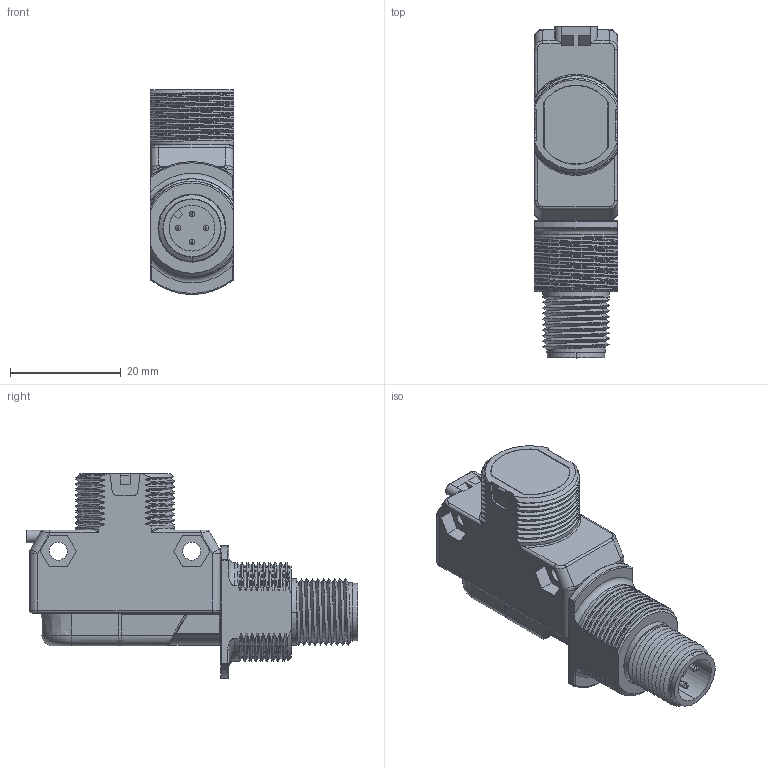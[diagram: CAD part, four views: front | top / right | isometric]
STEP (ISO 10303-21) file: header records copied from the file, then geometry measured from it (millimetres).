
FILE_DESCRIPTION((''),'2;1');
FILE_NAME('156689_SW','2011-02-09T',('banengservice'),('BANNER ENGINEERING'),'PRO/ENGINEER BY PARAMETRIC TECHNOLOGY CORPORATION, 2009141','PRO/ENGINEER BY PARAMETRIC TECHNOLOGY CORPORATION, 2009141','');
FILE_SCHEMA(('CONFIG_CONTROL_DESIGN'));
Length unit declared in the file: inch
Products named in the file (1): 156689_SW
Bounding box: 15 x 59.91 x 37.02 mm (x, y, z)
Volume: 14948.9 mm3; surface area: 7318.5 mm2
Topology: 1 solids, 2 shells, 601 faces, 1583 edges, 997 vertices
Faces by surface type: bspline 189, cylinder 188, plane 160, torus 29, cone 20, sphere 15
Entity records: 33956 total; most frequent: CARTESIAN_POINT 20489, ORIENTED_EDGE 3162, DIRECTION 2236, EDGE_CURVE 1581, VERTEX_POINT 997, AXIS2_PLACEMENT_3D 785, VECTOR 666, LINE 666
